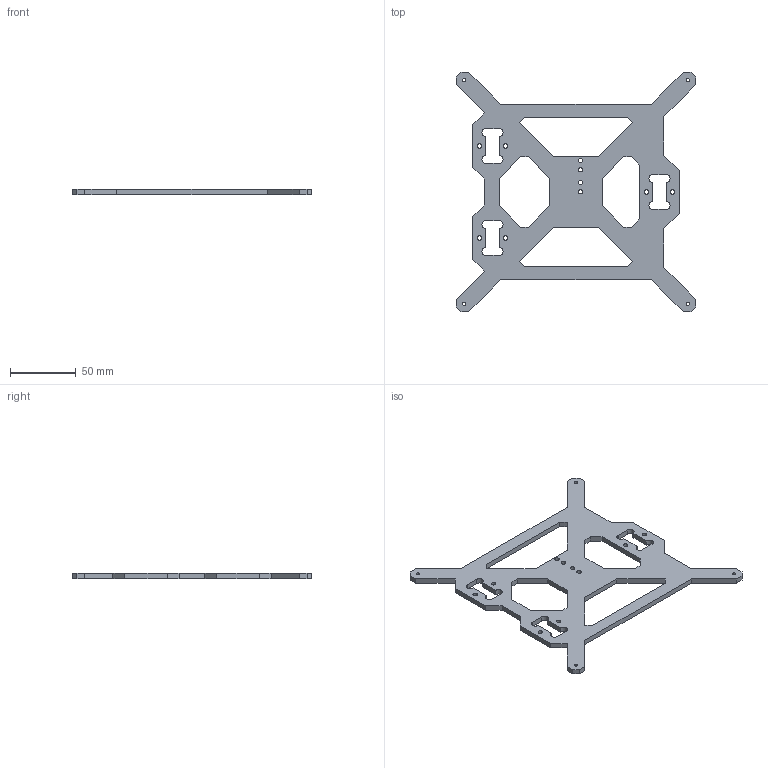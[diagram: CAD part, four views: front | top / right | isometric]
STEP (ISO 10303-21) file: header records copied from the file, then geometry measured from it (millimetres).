
FILE_DESCRIPTION(('FreeCAD Model'),'2;1');
FILE_NAME('Open CASCADE Shape Model','2025-02-13T16:51:30',(''),(''), 'Open CASCADE STEP processor 7.8','FreeCAD','Unknown');
FILE_SCHEMA(('AUTOMOTIVE_DESIGN { 1 0 10303 214 1 1 1 1 }'));
Length unit declared in the file: millimetre
Products named in the file (1): Body
Bounding box: 182 x 182 x 4 mm (x, y, z)
Volume: 54412.1 mm3; surface area: 34794.2 mm2
Topology: 1 solids, 1 shells, 102 faces, 300 edges, 200 vertices
Faces by surface type: plane 76, cylinder 26
Full cylindrical faces by diameter (mm): 2.529 x4, 3.3 x10
Entity records: 3482 total; most frequent: CARTESIAN_POINT 603, ORIENTED_EDGE 600, DIRECTION 558, EDGE_CURVE 300, LINE 248, VECTOR 248, VERTEX_POINT 200, AXIS2_PLACEMENT_3D 155
